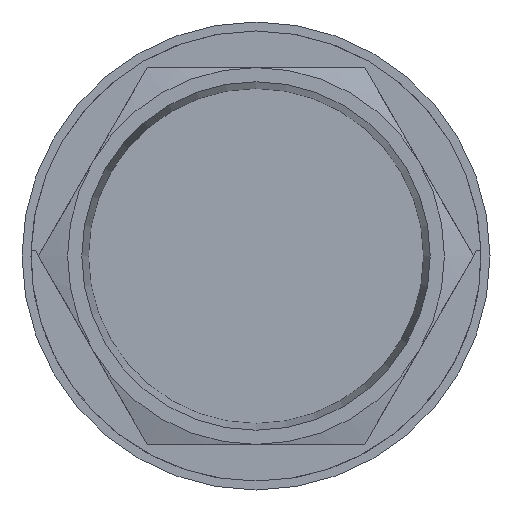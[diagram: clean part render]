
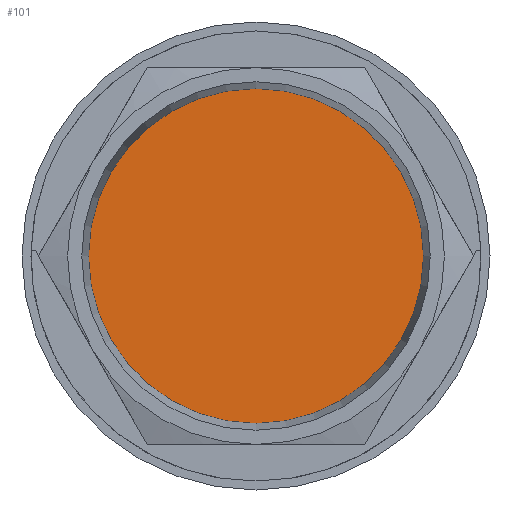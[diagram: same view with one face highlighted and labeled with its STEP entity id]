
A CAD part, left-side view. The second image highlights one B-rep face of the part: STEP entity #101.
In plain terms, the highlighted planar face has unit normal (-1, 0, 0).
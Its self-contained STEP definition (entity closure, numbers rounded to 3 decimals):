
#101 = ADVANCED_FACE( '', ( #226 ), #227, .F. );
#226 = FACE_OUTER_BOUND( '', #373, .T. );
#227 = PLANE( '', #374 );
#373 = EDGE_LOOP( '', ( #610 ) );
#374 = AXIS2_PLACEMENT_3D( '', #611, #612, #613 );
#610 = ORIENTED_EDGE( '', *, *, #899, .F. );
#611 = CARTESIAN_POINT( '', ( 3.667, 0., 0. ) );
#612 = DIRECTION( '', ( 1., 0., 0. ) );
#613 = DIRECTION( '', ( 0., 0., -1. ) );
#899 = EDGE_CURVE( '', #1091, #1091, #1092, .T. );
#1091 = VERTEX_POINT( '', #1369 );
#1092 = CIRCLE( '', #1370, 16. );
#1369 = CARTESIAN_POINT( '', ( 3.667, 0., -16. ) );
#1370 = AXIS2_PLACEMENT_3D( '', #1615, #1616, #1617 );
#1615 = CARTESIAN_POINT( '', ( 3.667, 0., 0. ) );
#1616 = DIRECTION( '', ( 1., 0., 0. ) );
#1617 = DIRECTION( '', ( 0., 0., -1. ) );
